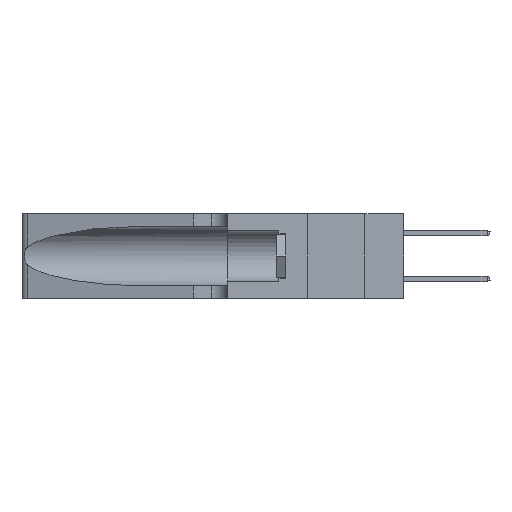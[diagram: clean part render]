
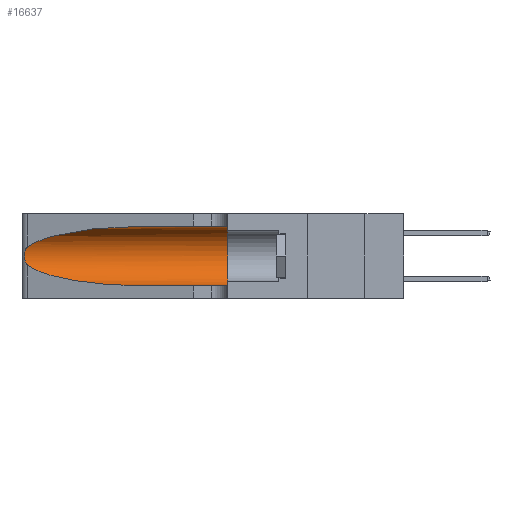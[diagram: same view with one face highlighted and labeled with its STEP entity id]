
A CAD part, left-side view. The second image highlights one B-rep face of the part: STEP entity #16637.
In plain terms, the highlighted cylindrical face has radius 3.308 mm (diameter 6.617 mm), a partial arc.
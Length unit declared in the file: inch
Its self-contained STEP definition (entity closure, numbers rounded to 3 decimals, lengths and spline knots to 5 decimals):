
#147 = CARTESIAN_POINT ( 'NONE',  ( 0.25639, 1.23184, 0.21858 ) ) ;
#251 = DIRECTION ( 'NONE',  ( 0., 1., 0. ) ) ;
#267 = CARTESIAN_POINT ( 'NONE',  ( 0.25487, 1.22718, 0.22369 ) ) ;
#601 = EDGE_CURVE ( 'NONE', #9324, #20776, #4269, .T. ) ;
#998 = ORIENTED_EDGE ( 'NONE', *, *, #19676, .T. ) ;
#1284 = VECTOR ( 'NONE', #13452, 39.37008 ) ;
#1493 = CARTESIAN_POINT ( 'NONE',  ( 0.1305, 0.72297, 0.31525 ) ) ;
#1565 = ORIENTED_EDGE ( 'NONE', *, *, #18412, .F. ) ;
#1618 = FACE_OUTER_BOUND ( 'NONE', #6420, .T. ) ;
#1797 = CARTESIAN_POINT ( 'NONE',  ( 0.26018, 1.23835, 0.19895 ) ) ;
#2787 = VECTOR ( 'NONE', #7694, 39.37008 ) ;
#2874 = VERTEX_POINT ( 'NONE', #9576 ) ;
#3203 = CARTESIAN_POINT ( 'NONE',  ( 0.25555, 1.22993, 0.14849 ) ) ;
#3394 = CARTESIAN_POINT ( 'NONE',  ( 0.25787, 1.23484, 0.2124 ) ) ;
#3433 = CARTESIAN_POINT ( 'NONE',  ( 0.1305, 0.35, 0.185 ) ) ;
#3861 = CARTESIAN_POINT ( 'NONE',  ( 0.25487, 1.22718, 0.14631 ) ) ;
#4060 = ORIENTED_EDGE ( 'NONE', *, *, #11838, .T. ) ;
#4269 =( BOUNDED_CURVE ( )  B_SPLINE_CURVE ( 3, ( #8416, #5225, #19757, #7674 ),
 .UNSPECIFIED., .F., .F. ) 
 B_SPLINE_CURVE_WITH_KNOTS ( ( 4, 4 ),
 ( 3.44316, 4.71239 ),
 .UNSPECIFIED. ) 
 CURVE ( )  GEOMETRIC_REPRESENTATION_ITEM ( )  RATIONAL_B_SPLINE_CURVE ( ( 1., 0.87, 0.87, 1. ) ) 
 REPRESENTATION_ITEM ( '' )  );
#4310 = LINE ( 'NONE', #11847, #1284 ) ;
#4725 = CARTESIAN_POINT ( 'NONE',  ( 0.25487, 1.22718, 0.22369 ) ) ;
#4951 = CARTESIAN_POINT ( 'NONE',  ( 0.26075, 1.23896, 0.178 ) ) ;
#5225 = CARTESIAN_POINT ( 'NONE',  ( 0.2373, 1.15595, 0.08982 ) ) ;
#5448 =( BOUNDED_CURVE ( )  B_SPLINE_CURVE ( 3, ( #1493, #14459, #9652, #6501 ),
 .UNSPECIFIED., .F., .F. ) 
 B_SPLINE_CURVE_WITH_KNOTS ( ( 4, 4 ),
 ( 1.5708, 2.84003 ),
 .UNSPECIFIED. ) 
 CURVE ( )  GEOMETRIC_REPRESENTATION_ITEM ( )  RATIONAL_B_SPLINE_CURVE ( ( 1., 0.87, 0.87, 1. ) ) 
 REPRESENTATION_ITEM ( '' )  );
#5853 = ORIENTED_EDGE ( 'NONE', *, *, #9221, .T. ) ;
#6224 = ORIENTED_EDGE ( 'NONE', *, *, #601, .T. ) ;
#6420 = EDGE_LOOP ( 'NONE', ( #4060, #998, #6224, #5853, #1565, #12807 ) ) ;
#6501 = CARTESIAN_POINT ( 'NONE',  ( 0.25487, 1.22718, 0.22369 ) ) ;
#7074 = LINE ( 'NONE', #10883, #2787 ) ;
#7376 = AXIS2_PLACEMENT_3D ( 'NONE', #13687, #18755, #9136 ) ;
#7489 = VERTEX_POINT ( 'NONE', #9472 ) ;
#7659 = CARTESIAN_POINT ( 'NONE',  ( 0.25555, 1.22994, 0.2215 ) ) ;
#7674 = CARTESIAN_POINT ( 'NONE',  ( 0.1305, 0.72297, 0.05475 ) ) ;
#7694 = DIRECTION ( 'NONE',  ( 0., -1., 0. ) ) ;
#7720 = EDGE_CURVE ( 'NONE', #2874, #14766, #4310, .T. ) ;
#7831 = AXIS2_PLACEMENT_3D ( 'NONE', #3433, #251, #14780 ) ;
#8157 = CARTESIAN_POINT ( 'NONE',  ( 0.25789, 1.23486, 0.15765 ) ) ;
#8416 = CARTESIAN_POINT ( 'NONE',  ( 0.25487, 1.22718, 0.14631 ) ) ;
#9136 = DIRECTION ( 'NONE',  ( 0., 0., -1. ) ) ;
#9221 = EDGE_CURVE ( 'NONE', #20776, #7489, #7074, .T. ) ;
#9324 = VERTEX_POINT ( 'NONE', #3861 ) ;
#9472 = CARTESIAN_POINT ( 'NONE',  ( 0.1305, 0.35, 0.05475 ) ) ;
#9576 = CARTESIAN_POINT ( 'NONE',  ( 0.1305, 0.72297, 0.31525 ) ) ;
#9652 = CARTESIAN_POINT ( 'NONE',  ( 0.2373, 1.15595, 0.28018 ) ) ;
#9670 = CARTESIAN_POINT ( 'NONE',  ( 0.25854, 1.2359, 0.20912 ) ) ;
#10511 = B_SPLINE_CURVE_WITH_KNOTS ( 'NONE', 3,
 ( #4725, #7659, #147, #3394, #9670, #1797, #14615, #4951, #18862, #16222, #8157, #13061, #3203, #13188 ),
 .UNSPECIFIED., .F., .F.,
 ( 4, 2, 2, 2, 2, 2, 4 ),
 ( 0., 0.00027, 0.00053, 0.00107, 0.0016, 0.00187, 0.00214 ),
 .UNSPECIFIED. ) ;
#10883 = CARTESIAN_POINT ( 'NONE',  ( 0.1305, 1.61858, 0.05475 ) ) ;
#11838 = EDGE_CURVE ( 'NONE', #2874, #14573, #5448, .T. ) ;
#11847 = CARTESIAN_POINT ( 'NONE',  ( 0.1305, 1.61858, 0.31525 ) ) ;
#12807 = ORIENTED_EDGE ( 'NONE', *, *, #7720, .F. ) ;
#13061 = CARTESIAN_POINT ( 'NONE',  ( 0.25639, 1.23186, 0.15144 ) ) ;
#13188 = CARTESIAN_POINT ( 'NONE',  ( 0.25487, 1.22718, 0.14631 ) ) ;
#13452 = DIRECTION ( 'NONE',  ( 0., -1., 0. ) ) ;
#13687 = CARTESIAN_POINT ( 'NONE',  ( 0.1305, 1.61858, 0.185 ) ) ;
#14459 = CARTESIAN_POINT ( 'NONE',  ( 0.18966, 0.96281, 0.31525 ) ) ;
#14573 = VERTEX_POINT ( 'NONE', #267 ) ;
#14615 = CARTESIAN_POINT ( 'NONE',  ( 0.26075, 1.23896, 0.19203 ) ) ;
#14766 = VERTEX_POINT ( 'NONE', #18049 ) ;
#14780 = DIRECTION ( 'NONE',  ( 0., 0., 1. ) ) ;
#15489 = CIRCLE ( 'NONE', #7831, 0.13025 ) ;
#16222 = CARTESIAN_POINT ( 'NONE',  ( 0.25856, 1.23593, 0.16098 ) ) ;
#16637 = ADVANCED_FACE ( 'NONE', ( #1618 ), #17038, .F. ) ;
#17038 = CYLINDRICAL_SURFACE ( 'NONE', #7376, 0.13025 ) ;
#18049 = CARTESIAN_POINT ( 'NONE',  ( 0.1305, 0.35, 0.31525 ) ) ;
#18412 = EDGE_CURVE ( 'NONE', #14766, #7489, #15489, .T. ) ;
#18755 = DIRECTION ( 'NONE',  ( 0., -1., 0. ) ) ;
#18862 = CARTESIAN_POINT ( 'NONE',  ( 0.26017, 1.23833, 0.17102 ) ) ;
#19676 = EDGE_CURVE ( 'NONE', #14573, #9324, #10511, .T. ) ;
#19757 = CARTESIAN_POINT ( 'NONE',  ( 0.18966, 0.96281, 0.05475 ) ) ;
#20585 = CARTESIAN_POINT ( 'NONE',  ( 0.1305, 0.72297, 0.05475 ) ) ;
#20776 = VERTEX_POINT ( 'NONE', #20585 ) ;
